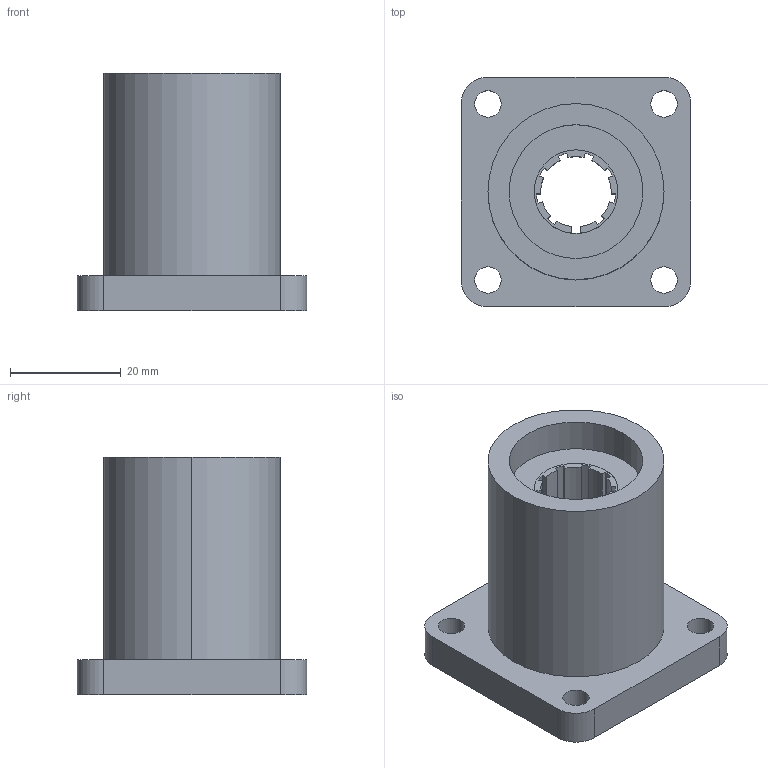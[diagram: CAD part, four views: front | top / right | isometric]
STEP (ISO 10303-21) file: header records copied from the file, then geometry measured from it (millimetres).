
FILE_DESCRIPTION (( 'STEP AP214' ), '1' );
FILE_NAME ('A-FJUI-11-08.step', '2017-11-29T20:12:40', ( '' ), ( '' ), 'SwSTEP 2.0', 'SolidWorks 2017', '' );
FILE_SCHEMA (( 'AUTOMOTIVE_DESIGN' ));
Length unit declared in the file: inch
Products named in the file (1): A-FJUI-11-08
Bounding box: 41.4 x 41.4 x 42.85 mm (x, y, z)
Volume: 29591.7 mm3; surface area: 13588.7 mm2
Topology: 2 solids, 2 shells, 117 faces, 312 edges, 208 vertices
Faces by surface type: plane 64, cylinder 53
Entity records: 5322 total; most frequent: CARTESIAN_POINT 680, DIRECTION 672, ORIENTED_EDGE 624, EDGE_CURVE 312, AXIS2_PLACEMENT_3D 244, VERTEX_POINT 208, VECTOR 184, LINE 184
